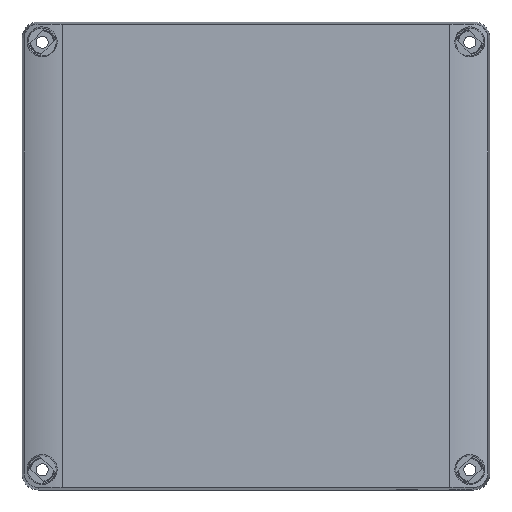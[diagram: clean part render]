
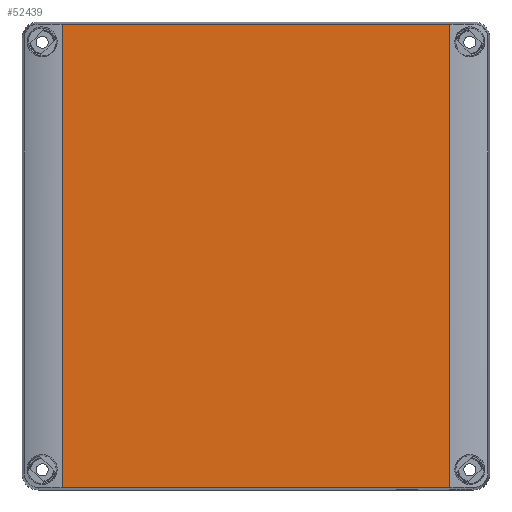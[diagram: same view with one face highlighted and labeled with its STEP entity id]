
A CAD part, top view. The second image highlights one B-rep face of the part: STEP entity #52439.
In plain terms, the highlighted planar face has unit normal (0, 0, 1).
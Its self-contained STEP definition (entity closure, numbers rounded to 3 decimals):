
#49070=DIRECTION('',(1.,0.,0.));
#49071=VECTOR('',#49070,145.);
#49072=CARTESIAN_POINT('',(-72.5,-86.627,50.));
#49073=LINE('',#49072,#49071);
#49222=DIRECTION('',(0.,1.,0.));
#49223=VECTOR('',#49222,173.254);
#49224=CARTESIAN_POINT('',(72.5,-86.627,50.));
#49225=LINE('',#49224,#49223);
#49318=DIRECTION('',(1.,0.,0.));
#49319=VECTOR('',#49318,145.);
#49320=CARTESIAN_POINT('',(-72.5,86.627,50.));
#49321=LINE('',#49320,#49319);
#49331=DIRECTION('',(0.,1.,0.));
#49332=VECTOR('',#49331,173.254);
#49333=CARTESIAN_POINT('',(-72.5,-86.627,50.));
#49334=LINE('',#49333,#49332);
#51961=CARTESIAN_POINT('',(-72.5,-86.627,50.));
#51962=CARTESIAN_POINT('',(72.5,-86.627,50.));
#51963=VERTEX_POINT('',#51961);
#51964=VERTEX_POINT('',#51962);
#51965=CARTESIAN_POINT('',(-72.5,86.627,50.));
#51966=CARTESIAN_POINT('',(72.5,86.627,50.));
#51967=VERTEX_POINT('',#51965);
#51968=VERTEX_POINT('',#51966);
#52427=CARTESIAN_POINT('',(-72.5,-87.5,50.));
#52428=DIRECTION('',(0.,0.,1.));
#52429=DIRECTION('',(1.,0.,0.));
#52430=AXIS2_PLACEMENT_3D('',#52427,#52428,#52429);
#52431=PLANE('',#52430);
#52432=ORIENTED_EDGE('',*,*,#52296,.F.);
#52434=ORIENTED_EDGE('',*,*,#52433,.T.);
#52435=ORIENTED_EDGE('',*,*,#52416,.T.);
#52436=ORIENTED_EDGE('',*,*,#52375,.F.);
#52437=EDGE_LOOP('',(#52432,#52434,#52435,#52436));
#52438=FACE_OUTER_BOUND('',#52437,.F.);
#52439=ADVANCED_FACE('',(#52438),#52431,.T.);
#52296=EDGE_CURVE('',#51963,#51964,#49073,.T.);
#52375=EDGE_CURVE('',#51964,#51968,#49225,.T.);
#52416=EDGE_CURVE('',#51967,#51968,#49321,.T.);
#52433=EDGE_CURVE('',#51963,#51967,#49334,.T.);
